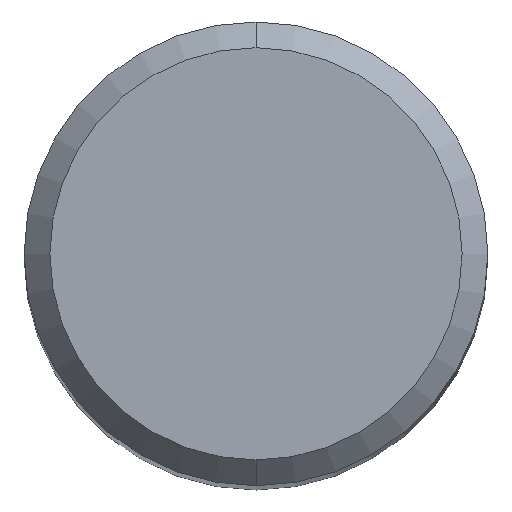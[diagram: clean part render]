
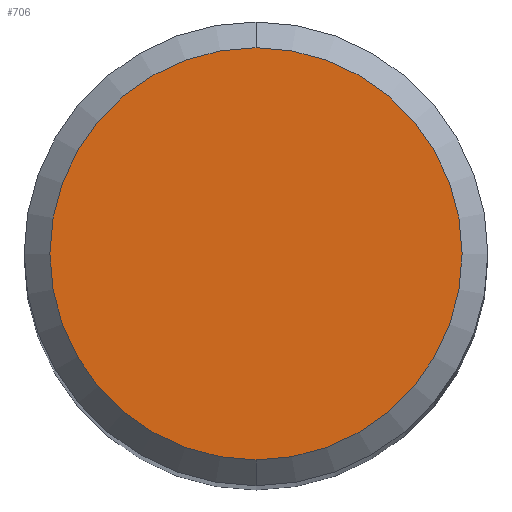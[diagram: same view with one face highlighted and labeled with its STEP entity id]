
A CAD part, top view. The second image highlights one B-rep face of the part: STEP entity #706.
In plain terms, the highlighted planar face has unit normal (0, 0, 1).
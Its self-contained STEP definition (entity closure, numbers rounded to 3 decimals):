
#444=EDGE_CURVE('',#862,#696,#1069,.T.);
#696=VERTEX_POINT('',#1345);
#706=ADVANCED_FACE('',(#1355),#1356,.T.);
#860=EDGE_CURVE('',#696,#862,#1523,.T.);
#862=VERTEX_POINT('',#1525);
#1069=CIRCLE('',#3413,4.0);
#1345=CARTESIAN_POINT('',(0.,-4.0,0.0));
#1355=FACE_OUTER_BOUND('',#6131,.T.);
#1356=PLANE('',#6132);
#1523=CIRCLE('',#9153,4.0);
#1525=CARTESIAN_POINT('',(0.0,4.0,0.0));
#3413=AXIS2_PLACEMENT_3D('',#9680,#9681,#9682);
#6131=EDGE_LOOP('',(#9947,#9948));
#6132=AXIS2_PLACEMENT_3D('',#9949,#9950,#9951);
#9153=AXIS2_PLACEMENT_3D('',#10099,#10100,#10101);
#9680=CARTESIAN_POINT('',(0.0,0.0,0.0));
#9681=DIRECTION('',(0.0,0.0,-1.0));
#9682=DIRECTION('',(0.0,1.0,0.0));
#9947=ORIENTED_EDGE('',*,*,#444,.F.);
#9948=ORIENTED_EDGE('',*,*,#860,.F.);
#9949=CARTESIAN_POINT('',(0.0,2.0,0.0));
#9950=DIRECTION('',(-0.0,0.0,1.0));
#9951=DIRECTION('',(0.0,-1.0,0.0));
#10099=CARTESIAN_POINT('',(0.0,0.0,0.0));
#10100=DIRECTION('',(0.0,0.0,-1.0));
#10101=DIRECTION('',(0.0,1.0,0.0));
